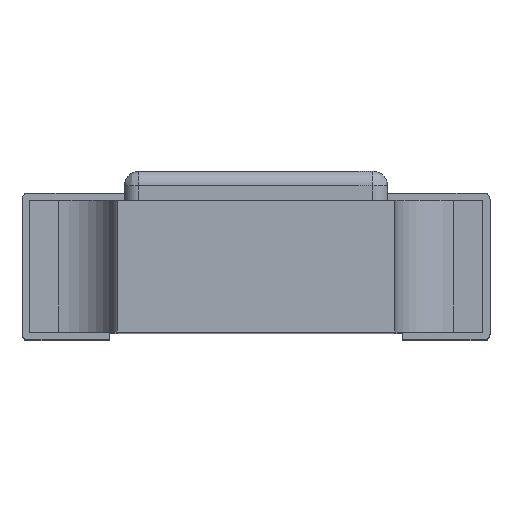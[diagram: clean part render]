
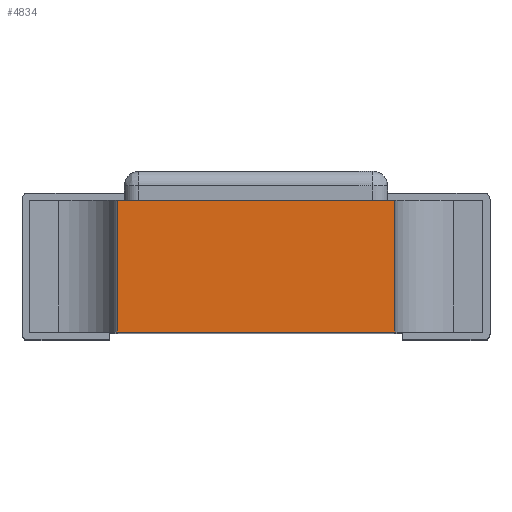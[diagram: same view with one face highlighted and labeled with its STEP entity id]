
A CAD part, top view. The second image highlights one B-rep face of the part: STEP entity #4834.
In plain terms, the highlighted planar face has unit normal (0, 0, 1).
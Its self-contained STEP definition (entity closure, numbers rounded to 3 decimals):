
#1149 = DIRECTION ( 'NONE',  ( -1., 0., 0. ) ) ;
#1150 = VECTOR ( 'NONE', #1149, 1000. ) ;
#1151 = CARTESIAN_POINT ( 'NONE',  ( -11.912, 3.79, 0.55 ) ) ;
#1152 = LINE ( 'NONE', #1151, #1150 ) ;
#1170 = CARTESIAN_POINT ( 'NONE',  ( -12.387, 3.79, 0.55 ) ) ;
#1174 = CARTESIAN_POINT ( 'NONE',  ( -11.437, 3.79, 0.55 ) ) ;
#3141 = CARTESIAN_POINT ( 'NONE',  ( -12.387, 3.34, 0.55 ) ) ;
#3167 = CARTESIAN_POINT ( 'NONE',  ( -11.437, 3.34, 0.55 ) ) ;
#3289 = DIRECTION ( 'NONE',  ( -1., 0., 0. ) ) ;
#3290 = VECTOR ( 'NONE', #3289, 1000. ) ;
#3294 = CARTESIAN_POINT ( 'NONE',  ( -11.412, 3.34, 0.55 ) ) ;
#3295 = LINE ( 'NONE', #3294, #3290 ) ;
#3347 = FACE_OUTER_BOUND ( 'NONE', #4831, .T. ) ;
#3352 = DIRECTION ( 'NONE',  ( 0., 1., 0. ) ) ;
#3353 = VECTOR ( 'NONE', #3352, 1000. ) ;
#3354 = CARTESIAN_POINT ( 'NONE',  ( -11.437, 3.565, 0.55 ) ) ;
#3355 = LINE ( 'NONE', #3354, #3353 ) ;
#3946 = VERTEX_POINT ( 'NONE', #1170 ) ;
#3954 = VERTEX_POINT ( 'NONE', #1174 ) ;
#3957 = EDGE_CURVE ( 'NONE', #3954, #3946, #1152, .T. ) ;
#4764 = VERTEX_POINT ( 'NONE', #3141 ) ;
#4766 = VERTEX_POINT ( 'NONE', #3167 ) ;
#4814 = EDGE_CURVE ( 'NONE', #4766, #4764, #3295, .T. ) ;
#4829 = EDGE_CURVE ( 'NONE', #4766, #3954, #3355, .T. ) ;
#4831 = EDGE_LOOP ( 'NONE', ( #4837, #4833, #4836, #4835 ) ) ;
#4833 = ORIENTED_EDGE ( 'NONE', *, *, #3957, .T. ) ;
#4834 = ADVANCED_FACE ( 'NONE', ( #3347 ), #7425, .T. ) ;
#4835 = ORIENTED_EDGE ( 'NONE', *, *, #4814, .F. ) ;
#4836 = ORIENTED_EDGE ( 'NONE', *, *, #4838, .T. ) ;
#4837 = ORIENTED_EDGE ( 'NONE', *, *, #4829, .T. ) ;
#4838 = EDGE_CURVE ( 'NONE', #3946, #4764, #7412, .T. ) ;
#7407 = DIRECTION ( 'NONE',  ( 0., -1., 0. ) ) ;
#7408 = VECTOR ( 'NONE', #7407, 1000. ) ;
#7411 = CARTESIAN_POINT ( 'NONE',  ( -12.387, 3.565, 0.55 ) ) ;
#7412 = LINE ( 'NONE', #7411, #7408 ) ;
#7413 = DIRECTION ( 'NONE',  ( 1., 0., 0. ) ) ;
#7414 = DIRECTION ( 'NONE',  ( 0., 0., 1. ) ) ;
#7415 = CARTESIAN_POINT ( 'NONE',  ( -11.912, 3.565, 0.55 ) ) ;
#7416 = AXIS2_PLACEMENT_3D ( 'NONE', #7415, #7414, #7413 ) ;
#7425 = PLANE ( 'NONE',  #7416 ) ;
